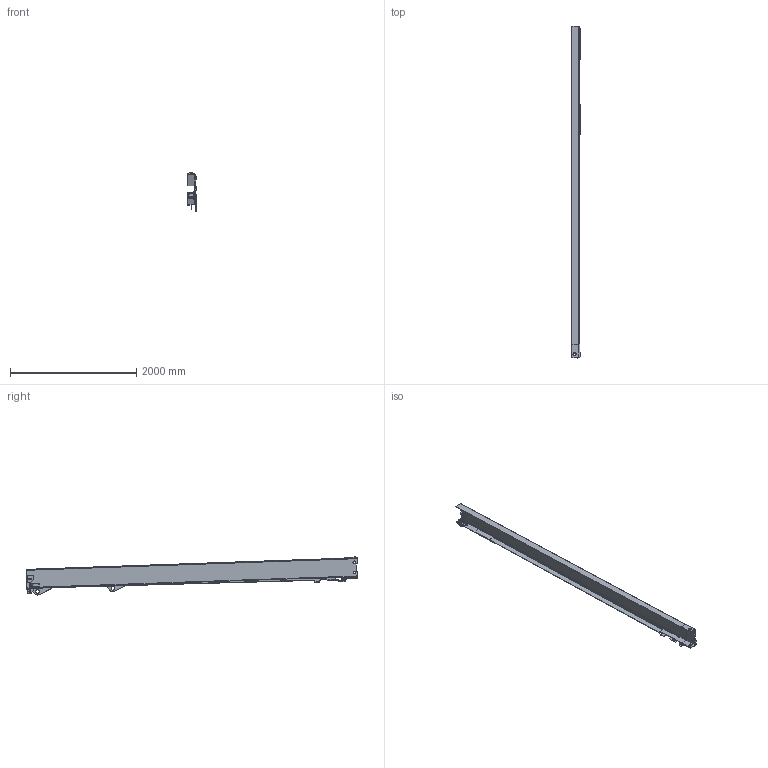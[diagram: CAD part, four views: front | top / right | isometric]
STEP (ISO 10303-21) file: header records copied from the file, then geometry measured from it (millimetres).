
FILE_DESCRIPTION( ( '' ), ' ' );
FILE_NAME( '5de927c0b444560f71467644.step', '2019-12-05T15:52:33', ( '' ), ( '' ), ' ', ' ', ' ' );
FILE_SCHEMA( ( 'AUTOMOTIVE_DESIGN { 1 0 10303 214 1 1 1 1 }' ) );
Length unit declared in the file: metre
Products named in the file (1): Part 8B (NoLogo)
Bounding box: 132.1 x 5265.47 x 603.77 mm (x, y, z)
Volume: 20254058.1 mm3; surface area: 5960405.9 mm2
Topology: 1 solids, 1 shells, 195 faces, 548 edges, 361 vertices
Faces by surface type: plane 127, cylinder 66, sphere 1, cone 1
Full cylindrical faces by diameter (mm): 6.35 x2, 12.7 x1, 25.4 x1, 40 x4, 52.7 x4, 60 x2
Entity records: 7803 total; most frequent: CARTESIAN_POINT 1124, ORIENTED_EDGE 1054, DIRECTION 1053, EDGE_CURVE 527, LINE 389, VECTOR 389, VERTEX_POINT 355, AXIS2_PLACEMENT_3D 332
